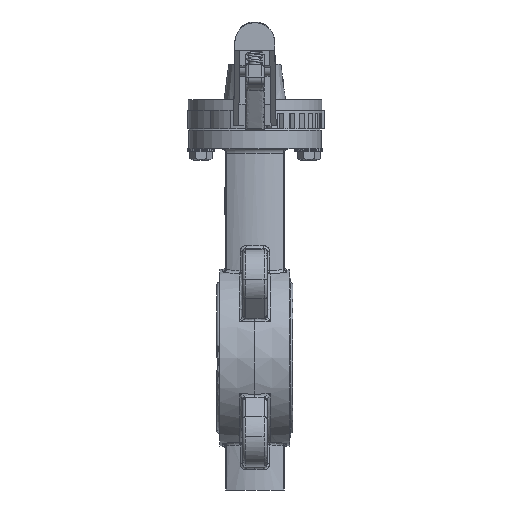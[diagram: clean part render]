
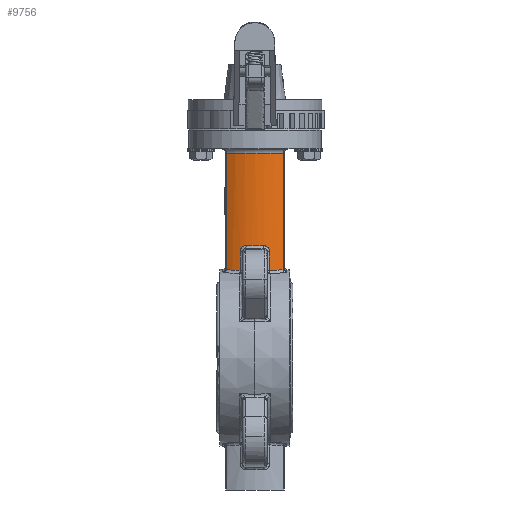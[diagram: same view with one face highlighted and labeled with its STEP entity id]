
A CAD part, left-side view. The second image highlights one B-rep face of the part: STEP entity #9756.
In plain terms, the highlighted cylindrical face has radius 38.6 mm (diameter 77.2 mm), a partial arc.
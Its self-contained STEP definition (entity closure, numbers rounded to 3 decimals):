
#9610=CARTESIAN_POINT('',(19.537,0.,52.713));
#9611=DIRECTION('',(-0.,0.,1.));
#9612=DIRECTION('',(0.,-1.,0.));
#9613=AXIS2_PLACEMENT_3D('',#9610,#9611,#9612);
#9614=CYLINDRICAL_SURFACE('',#9613,38.6);
#9615=CARTESIAN_POINT('',(-14.352,18.479,57.643));
#9616=VERTEX_POINT('',#9615);
#9617=CARTESIAN_POINT('',(-17.874,9.507,56.865));
#9618=VERTEX_POINT('',#9617);
#9619=CARTESIAN_POINT('',(-14.352,18.479,57.643));
#9620=CARTESIAN_POINT('',(-15.128,17.056,57.476));
#9621=CARTESIAN_POINT('',(-15.808,15.597,57.32));
#9622=CARTESIAN_POINT('',(-16.394,14.102,57.187));
#9623=CARTESIAN_POINT('',(-16.981,12.607,57.054));
#9624=CARTESIAN_POINT('',(-17.475,11.076,56.943));
#9625=CARTESIAN_POINT('',(-17.874,9.507,56.865));
#9626=B_SPLINE_CURVE_WITH_KNOTS('',3,(#9619,#9620,#9621,#9622,#9623,#9624,#9625),.UNSPECIFIED.,.F.,.F.,(4,3,4),(0.,0.005,0.01),.UNSPECIFIED.);
#9627=EDGE_CURVE('',#9616,#9618,#9626,.T.);
#9628=ORIENTED_EDGE('',*,*,#9627,.T.);
#9629=CARTESIAN_POINT('',(-17.874,9.507,69.214));
#9630=VERTEX_POINT('',#9629);
#9631=CARTESIAN_POINT('',(-17.874,9.507,56.865));
#9632=CARTESIAN_POINT('',(-17.874,9.507,60.981));
#9633=CARTESIAN_POINT('',(-17.874,9.507,65.097));
#9634=CARTESIAN_POINT('',(-17.874,9.507,69.214));
#9635=B_SPLINE_CURVE_WITH_KNOTS('',3,(#9631,#9632,#9633,#9634),.UNSPECIFIED.,.F.,.F.,(4,4),(0.,12.349),.UNSPECIFIED.);
#9636=EDGE_CURVE('',#9618,#9630,#9635,.T.);
#9637=ORIENTED_EDGE('',*,*,#9636,.T.);
#9638=CARTESIAN_POINT('',(-18.639,5.704,73.196));
#9639=VERTEX_POINT('',#9638);
#9640=CARTESIAN_POINT('',(-18.639,5.704,73.196));
#9641=CARTESIAN_POINT('',(-18.601,5.961,73.197));
#9642=CARTESIAN_POINT('',(-18.56,6.214,73.171));
#9643=CARTESIAN_POINT('',(-18.518,6.464,73.118));
#9644=CARTESIAN_POINT('',(-18.475,6.713,73.066));
#9645=CARTESIAN_POINT('',(-18.431,6.957,72.987));
#9646=CARTESIAN_POINT('',(-18.388,7.187,72.885));
#9647=CARTESIAN_POINT('',(-18.344,7.418,72.784));
#9648=CARTESIAN_POINT('',(-18.3,7.639,72.658));
#9649=CARTESIAN_POINT('',(-18.257,7.847,72.51));
#9650=CARTESIAN_POINT('',(-18.214,8.055,72.362));
#9651=CARTESIAN_POINT('',(-18.172,8.245,72.195));
#9652=CARTESIAN_POINT('',(-18.134,8.418,72.01));
#9653=CARTESIAN_POINT('',(-18.095,8.592,71.825));
#9654=CARTESIAN_POINT('',(-18.058,8.749,71.62));
#9655=CARTESIAN_POINT('',(-18.026,8.885,71.404));
#9656=CARTESIAN_POINT('',(-17.994,9.02,71.188));
#9657=CARTESIAN_POINT('',(-17.967,9.134,70.96));
#9658=CARTESIAN_POINT('',(-17.944,9.226,70.721));
#9659=CARTESIAN_POINT('',(-17.921,9.319,70.482));
#9660=CARTESIAN_POINT('',(-17.903,9.39,70.232));
#9661=CARTESIAN_POINT('',(-17.891,9.437,69.98));
#9662=CARTESIAN_POINT('',(-17.88,9.484,69.729));
#9663=CARTESIAN_POINT('',(-17.874,9.507,69.473));
#9664=CARTESIAN_POINT('',(-17.874,9.507,69.214));
#9665=B_SPLINE_CURVE_WITH_KNOTS('',3,(#9640,#9641,#9642,#9643,#9644,#9645,#9646,#9647,#9648,#9649,#9650,#9651,#9652,#9653,#9654,#9655,#9656,#9657,#9658,#9659,#9660,#9661,#9662,#9663,#9664),.UNSPECIFIED.,.F.,.F.,(4,3,3,3,3,3,3,3,4),(0.,0.001,0.002,0.002,0.003,0.004,0.005,0.005,0.006),.UNSPECIFIED.);
#9666=EDGE_CURVE('',#9639,#9630,#9665,.T.);
#9667=ORIENTED_EDGE('',*,*,#9666,.F.);
#9668=CARTESIAN_POINT('',(-18.639,-5.704,73.196));
#9669=VERTEX_POINT('',#9668);
#9670=CARTESIAN_POINT('',(-18.639,5.704,73.196));
#9671=CARTESIAN_POINT('',(-18.92,3.821,73.189));
#9672=CARTESIAN_POINT('',(-19.063,1.911,73.186));
#9673=CARTESIAN_POINT('',(-19.063,0.,73.186));
#9674=CARTESIAN_POINT('',(-19.063,-1.911,73.186));
#9675=CARTESIAN_POINT('',(-18.92,-3.821,73.189));
#9676=CARTESIAN_POINT('',(-18.639,-5.704,73.196));
#9677=B_SPLINE_CURVE_WITH_KNOTS('',3,(#9670,#9671,#9672,#9673,#9674,#9675,#9676),.UNSPECIFIED.,.F.,.F.,(4,3,4),(260.336,270.,279.664),.UNSPECIFIED.);
#9678=EDGE_CURVE('',#9639,#9669,#9677,.T.);
#9679=ORIENTED_EDGE('',*,*,#9678,.T.);
#9680=CARTESIAN_POINT('',(-17.874,-9.507,69.214));
#9681=VERTEX_POINT('',#9680);
#9682=CARTESIAN_POINT('',(-17.874,-9.507,69.214));
#9683=CARTESIAN_POINT('',(-17.874,-9.507,69.473));
#9684=CARTESIAN_POINT('',(-17.88,-9.484,69.73));
#9685=CARTESIAN_POINT('',(-17.892,-9.436,69.985));
#9686=CARTESIAN_POINT('',(-17.904,-9.388,70.24));
#9687=CARTESIAN_POINT('',(-17.921,-9.318,70.486));
#9688=CARTESIAN_POINT('',(-17.944,-9.225,70.724));
#9689=CARTESIAN_POINT('',(-17.967,-9.133,70.962));
#9690=CARTESIAN_POINT('',(-17.995,-9.017,71.193));
#9691=CARTESIAN_POINT('',(-18.027,-8.881,71.41));
#9692=CARTESIAN_POINT('',(-18.059,-8.745,71.626));
#9693=CARTESIAN_POINT('',(-18.095,-8.59,71.827));
#9694=CARTESIAN_POINT('',(-18.134,-8.417,72.012));
#9695=CARTESIAN_POINT('',(-18.173,-8.243,72.197));
#9696=CARTESIAN_POINT('',(-18.215,-8.049,72.367));
#9697=CARTESIAN_POINT('',(-18.258,-7.842,72.513));
#9698=CARTESIAN_POINT('',(-18.301,-7.636,72.66));
#9699=CARTESIAN_POINT('',(-18.344,-7.417,72.784));
#9700=CARTESIAN_POINT('',(-18.388,-7.185,72.887));
#9701=CARTESIAN_POINT('',(-18.432,-6.952,72.989));
#9702=CARTESIAN_POINT('',(-18.476,-6.707,73.067));
#9703=CARTESIAN_POINT('',(-18.518,-6.46,73.119));
#9704=CARTESIAN_POINT('',(-18.56,-6.213,73.171));
#9705=CARTESIAN_POINT('',(-18.601,-5.961,73.197));
#9706=CARTESIAN_POINT('',(-18.639,-5.704,73.196));
#9707=B_SPLINE_CURVE_WITH_KNOTS('',3,(#9682,#9683,#9684,#9685,#9686,#9687,#9688,#9689,#9690,#9691,#9692,#9693,#9694,#9695,#9696,#9697,#9698,#9699,#9700,#9701,#9702,#9703,#9704,#9705,#9706),.UNSPECIFIED.,.F.,.F.,(4,3,3,3,3,3,3,3,4),(0.,0.001,0.002,0.002,0.003,0.004,0.005,0.005,0.006),.UNSPECIFIED.);
#9708=EDGE_CURVE('',#9681,#9669,#9707,.T.);
#9709=ORIENTED_EDGE('',*,*,#9708,.F.);
#9710=CARTESIAN_POINT('',(-17.874,-9.507,56.865));
#9711=VERTEX_POINT('',#9710);
#9712=CARTESIAN_POINT('',(-17.874,-9.507,69.214));
#9713=CARTESIAN_POINT('',(-17.874,-9.507,65.097));
#9714=CARTESIAN_POINT('',(-17.874,-9.507,60.981));
#9715=CARTESIAN_POINT('',(-17.874,-9.507,56.865));
#9716=B_SPLINE_CURVE_WITH_KNOTS('',3,(#9712,#9713,#9714,#9715),.UNSPECIFIED.,.F.,.F.,(4,4),(0.,12.349),.UNSPECIFIED.);
#9717=EDGE_CURVE('',#9681,#9711,#9716,.T.);
#9718=ORIENTED_EDGE('',*,*,#9717,.T.);
#9719=CARTESIAN_POINT('',(-14.352,-18.479,57.643));
#9720=VERTEX_POINT('',#9719);
#9721=CARTESIAN_POINT('',(-17.874,-9.507,56.865));
#9722=CARTESIAN_POINT('',(-17.475,-11.076,56.943));
#9723=CARTESIAN_POINT('',(-16.981,-12.607,57.054));
#9724=CARTESIAN_POINT('',(-16.394,-14.102,57.187));
#9725=CARTESIAN_POINT('',(-15.808,-15.597,57.32));
#9726=CARTESIAN_POINT('',(-15.128,-17.056,57.476));
#9727=CARTESIAN_POINT('',(-14.352,-18.479,57.643));
#9728=B_SPLINE_CURVE_WITH_KNOTS('',3,(#9721,#9722,#9723,#9724,#9725,#9726,#9727),.UNSPECIFIED.,.F.,.F.,(4,3,4),(0.002,0.006,0.011),.UNSPECIFIED.);
#9729=EDGE_CURVE('',#9711,#9720,#9728,.T.);
#9730=ORIENTED_EDGE('',*,*,#9729,.T.);
#9731=CARTESIAN_POINT('',(-14.352,-18.479,133.213));
#9732=VERTEX_POINT('',#9731);
#9733=CARTESIAN_POINT('',(-14.352,-18.479,57.643));
#9734=DIRECTION('',(-0.,0.,1.));
#9735=VECTOR('',#9734,75.57);
#9736=LINE('',#9733,#9735);
#9737=EDGE_CURVE('',#9720,#9732,#9736,.T.);
#9738=ORIENTED_EDGE('',*,*,#9737,.T.);
#9739=CARTESIAN_POINT('',(-14.352,18.479,133.213));
#9740=VERTEX_POINT('',#9739);
#9741=CARTESIAN_POINT('',(19.537,0.,133.213));
#9742=DIRECTION('',(0.,-0.,-1.));
#9743=DIRECTION('',(0.,-1.,0.));
#9744=AXIS2_PLACEMENT_3D('',#9741,#9742,#9743);
#9745=CIRCLE('',#9744,38.6);
#9746=EDGE_CURVE('',#9732,#9740,#9745,.T.);
#9747=ORIENTED_EDGE('',*,*,#9746,.T.);
#9748=CARTESIAN_POINT('',(-14.352,18.479,133.213));
#9749=DIRECTION('',(0.,-0.,-1.));
#9750=VECTOR('',#9749,75.57);
#9751=LINE('',#9748,#9750);
#9752=EDGE_CURVE('',#9740,#9616,#9751,.T.);
#9753=ORIENTED_EDGE('',*,*,#9752,.T.);
#9754=EDGE_LOOP('',(#9628,#9637,#9667,#9679,#9709,#9718,#9730,#9738,#9747,#9753));
#9755=FACE_BOUND('',#9754,.T.);
#9756=ADVANCED_FACE('',(#9755),#9614,.T.);
